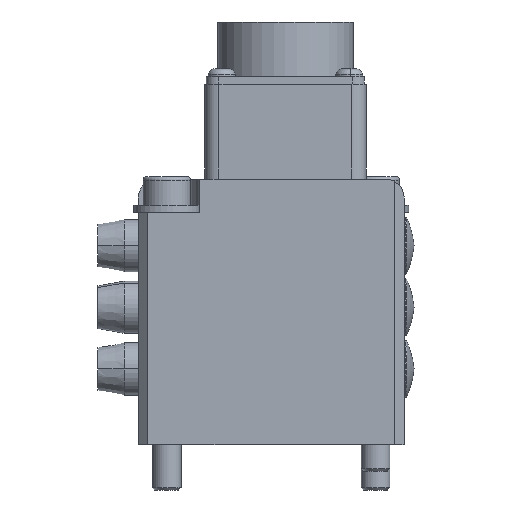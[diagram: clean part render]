
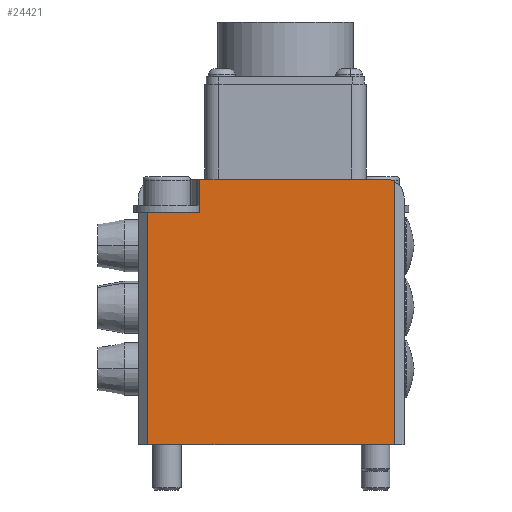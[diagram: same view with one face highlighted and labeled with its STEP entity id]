
A CAD part, front view. The second image highlights one B-rep face of the part: STEP entity #24421.
In plain terms, the highlighted planar face has unit normal (0, -1, 0).
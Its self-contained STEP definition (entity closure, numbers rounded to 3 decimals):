
#1 = EDGE_CURVE ( 'NONE', #20399, #7335, #27132, .T. ) ;
#1507 = VECTOR ( 'NONE', #22000, 1000. ) ;
#2029 = CARTESIAN_POINT ( 'NONE',  ( -26., -23., 0. ) ) ;
#5007 = CARTESIAN_POINT ( 'NONE',  ( -28., -23., 0. ) ) ;
#5167 = ORIENTED_EDGE ( 'NONE', *, *, #29846, .T. ) ;
#5478 = LINE ( 'NONE', #30117, #19019 ) ;
#6620 = EDGE_CURVE ( 'NONE', #33036, #24731, #8288, .T. ) ;
#6622 = PLANE ( 'NONE',  #7058 ) ;
#7058 = AXIS2_PLACEMENT_3D ( 'NONE', #23947, #26819, #9549 ) ;
#7335 = VERTEX_POINT ( 'NONE', #2029 ) ;
#7524 = CARTESIAN_POINT ( 'NONE',  ( 24., -23., 52. ) ) ;
#7553 = DIRECTION ( 'NONE',  ( 1., 0., 0. ) ) ;
#8288 = LINE ( 'NONE', #33640, #1507 ) ;
#8936 = VECTOR ( 'NONE', #32318, 1000. ) ;
#9549 = DIRECTION ( 'NONE',  ( 0., 0., 1. ) ) ;
#10416 = DIRECTION ( 'NONE',  ( 0., 0., 1. ) ) ;
#10854 = VECTOR ( 'NONE', #36392, 1000. ) ;
#11057 = CARTESIAN_POINT ( 'NONE',  ( 26., -23., 55.464 ) ) ;
#12944 = CARTESIAN_POINT ( 'NONE',  ( -26., -23., 49. ) ) ;
#13095 = VERTEX_POINT ( 'NONE', #32537 ) ;
#14237 = LINE ( 'NONE', #5007, #29637 ) ;
#15529 = EDGE_CURVE ( 'NONE', #34799, #33216, #5478, .T. ) ;
#17368 = ORIENTED_EDGE ( 'NONE', *, *, #6620, .T. ) ;
#17494 = LINE ( 'NONE', #29427, #8936 ) ;
#19019 = VECTOR ( 'NONE', #35669, 1000. ) ;
#19430 = VECTOR ( 'NONE', #34071, 1000. ) ;
#20399 = VERTEX_POINT ( 'NONE', #12944 ) ;
#21192 = CIRCLE ( 'NONE', #23421, 4. ) ;
#21296 = EDGE_CURVE ( 'NONE', #34799, #20399, #33915, .T. ) ;
#21991 = CARTESIAN_POINT ( 'NONE',  ( -15., -23., 49. ) ) ;
#22000 = DIRECTION ( 'NONE',  ( 0., 0., 1. ) ) ;
#23421 = AXIS2_PLACEMENT_3D ( 'NONE', #7524, #27701, #10416 ) ;
#23947 = CARTESIAN_POINT ( 'NONE',  ( -28., -23., 56. ) ) ;
#24421 = ADVANCED_FACE ( 'NONE', ( #33312 ), #6622, .F. ) ;
#24731 = VERTEX_POINT ( 'NONE', #11057 ) ;
#25286 = CARTESIAN_POINT ( 'NONE',  ( -15., -23., 56. ) ) ;
#26819 = DIRECTION ( 'NONE',  ( 0., 1., 0. ) ) ;
#27132 = LINE ( 'NONE', #29004, #19430 ) ;
#27701 = DIRECTION ( 'NONE',  ( 0., -1., 0. ) ) ;
#29004 = CARTESIAN_POINT ( 'NONE',  ( -26., -23., 56. ) ) ;
#29427 = CARTESIAN_POINT ( 'NONE',  ( -28., -23., 56. ) ) ;
#29637 = VECTOR ( 'NONE', #7553, 1000. ) ;
#29669 = ORIENTED_EDGE ( 'NONE', *, *, #21296, .T. ) ;
#29846 = EDGE_CURVE ( 'NONE', #24731, #13095, #21192, .T. ) ;
#30117 = CARTESIAN_POINT ( 'NONE',  ( -15., -23., 29.151 ) ) ;
#31118 = EDGE_CURVE ( 'NONE', #33216, #13095, #17494, .T. ) ;
#31808 = EDGE_LOOP ( 'NONE', ( #17368, #5167, #33572, #33067, #29669, #36490, #36629 ) ) ;
#32318 = DIRECTION ( 'NONE',  ( 1., 0., 0. ) ) ;
#32537 = CARTESIAN_POINT ( 'NONE',  ( 24., -23., 56. ) ) ;
#32584 = EDGE_CURVE ( 'NONE', #7335, #33036, #14237, .T. ) ;
#33010 = CARTESIAN_POINT ( 'NONE',  ( 26., -23., 0. ) ) ;
#33036 = VERTEX_POINT ( 'NONE', #33010 ) ;
#33067 = ORIENTED_EDGE ( 'NONE', *, *, #15529, .F. ) ;
#33216 = VERTEX_POINT ( 'NONE', #25286 ) ;
#33312 = FACE_OUTER_BOUND ( 'NONE', #31808, .T. ) ;
#33572 = ORIENTED_EDGE ( 'NONE', *, *, #31118, .F. ) ;
#33640 = CARTESIAN_POINT ( 'NONE',  ( 26., -23., 56. ) ) ;
#33915 = LINE ( 'NONE', #21991, #10854 ) ;
#34071 = DIRECTION ( 'NONE',  ( 0., 0., -1. ) ) ;
#34799 = VERTEX_POINT ( 'NONE', #36883 ) ;
#35669 = DIRECTION ( 'NONE',  ( 0., 0., 1. ) ) ;
#36392 = DIRECTION ( 'NONE',  ( -1., 0., 0. ) ) ;
#36490 = ORIENTED_EDGE ( 'NONE', *, *, #1, .T. ) ;
#36629 = ORIENTED_EDGE ( 'NONE', *, *, #32584, .T. ) ;
#36883 = CARTESIAN_POINT ( 'NONE',  ( -15., -23., 49. ) ) ;
